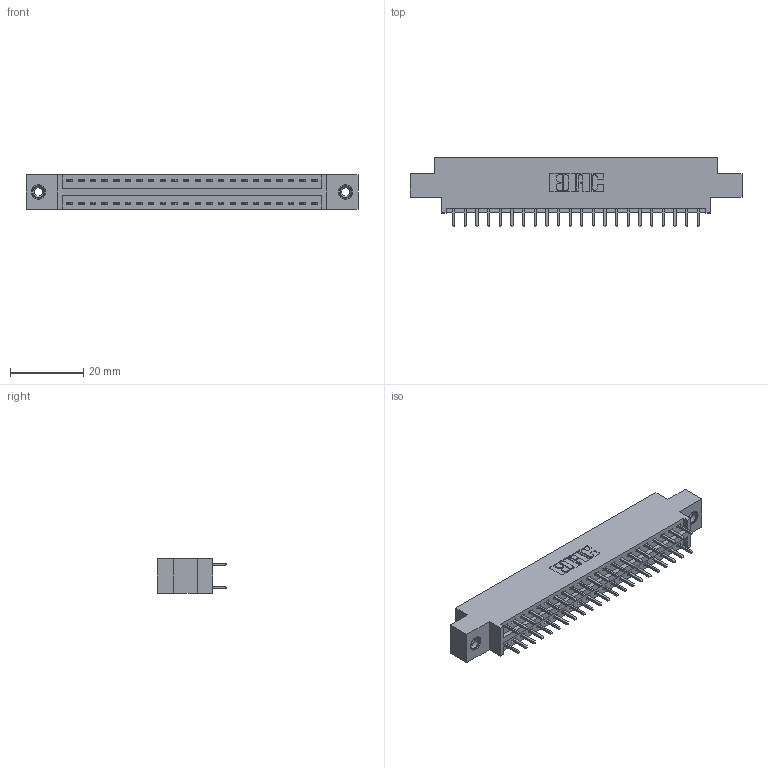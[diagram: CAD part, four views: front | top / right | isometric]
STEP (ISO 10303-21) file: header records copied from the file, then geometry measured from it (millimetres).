
FILE_DESCRIPTION (( 'STEP AP203' ), '1' );
FILE_NAME ('346-044-521-808.STEP', '2022-05-20T06:34:38', ( '' ), ( '' ), 'SwSTEP 2.0', 'SolidWorks 2020', '' );
FILE_SCHEMA (( 'CONFIG_CONTROL_DESIGN' ));
Length unit declared in the file: inch
Products named in the file (4): 345-292-001_345-293-121; 345-250-001_345-250-003-102; 346-044-521-808; 346 Part_0.170 Offset - 0.156 Dia-TI
Assembly tree (47 placements, depth 2):
  346-044-521-808
    346 Part_0.170 Offset - 0.156 Dia-TI
    345-292-001_345-293-121  x44
    345-250-001_345-250-003-102  x2
Bounding box: 90.42 x 19.05 x 9.4 mm (x, y, z)
Volume: 8483 mm3; surface area: 11424.9 mm2
Topology: 47 solids, 47 shells, 2474 faces, 7297 edges, 4798 vertices
Faces by surface type: plane 1652, cylinder 806, cone 12, torus 4
Entity records: 18386 total; most frequent: CARTESIAN_POINT 3043, ORIENTED_EDGE 2970, DIRECTION 2759, EDGE_CURVE 1485, VECTOR 1245, LINE 1245, VERTEX_POINT 984, AXIS2_PLACEMENT_3D 757
